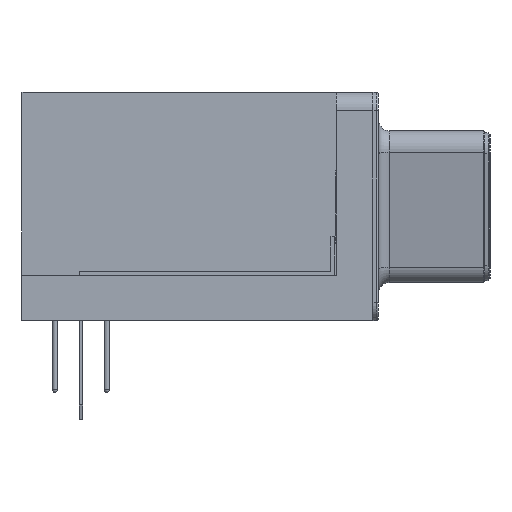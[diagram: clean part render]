
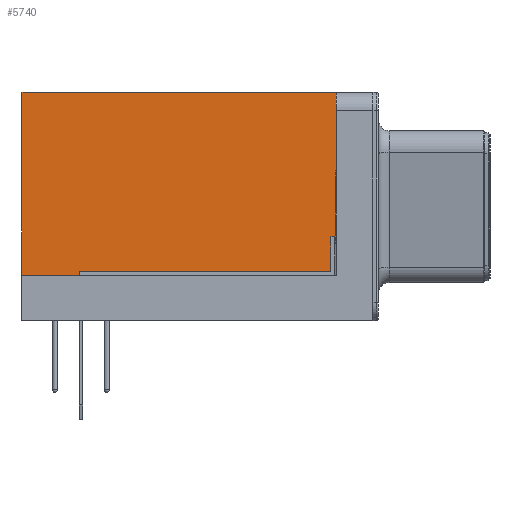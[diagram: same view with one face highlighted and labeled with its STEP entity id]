
A CAD part, left-side view. The second image highlights one B-rep face of the part: STEP entity #5740.
In plain terms, the highlighted planar face has unit normal (-1, 0, 0).
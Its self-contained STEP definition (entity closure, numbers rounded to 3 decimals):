
#4928 = VERTEX_POINT('',#4929);
#4929 = CARTESIAN_POINT('',(-54.13,1.8,12.5));
#4935 = EDGE_CURVE('',#4936,#4928,#4938,.T.);
#4936 = VERTEX_POINT('',#4937);
#4937 = CARTESIAN_POINT('',(-54.13,-15.4,12.5));
#4938 = LINE('',#4939,#4940);
#4939 = CARTESIAN_POINT('',(-54.13,-16.4,12.5));
#4940 = VECTOR('',#4941,1.);
#4941 = DIRECTION('',(0.,1.,0.));
#5650 = VERTEX_POINT('',#5651);
#5651 = CARTESIAN_POINT('',(-54.13,-15.4,2.5));
#5657 = EDGE_CURVE('',#5650,#4936,#5658,.T.);
#5658 = LINE('',#5659,#5660);
#5659 = CARTESIAN_POINT('',(-54.13,-15.4,2.5));
#5660 = VECTOR('',#5661,1.);
#5661 = DIRECTION('',(0.,0.,1.));
#5740 = ADVANCED_FACE('',(#5741),#5759,.F.);
#5741 = FACE_BOUND('',#5742,.F.);
#5742 = EDGE_LOOP('',(#5743,#5744,#5752,#5758));
#5743 = ORIENTED_EDGE('',*,*,#5657,.F.);
#5744 = ORIENTED_EDGE('',*,*,#5745,.T.);
#5745 = EDGE_CURVE('',#5650,#5746,#5748,.T.);
#5746 = VERTEX_POINT('',#5747);
#5747 = CARTESIAN_POINT('',(-54.13,1.8,2.5));
#5748 = LINE('',#5749,#5750);
#5749 = CARTESIAN_POINT('',(-54.13,-15.4,2.5));
#5750 = VECTOR('',#5751,1.);
#5751 = DIRECTION('',(0.,1.,0.));
#5752 = ORIENTED_EDGE('',*,*,#5753,.T.);
#5753 = EDGE_CURVE('',#5746,#4928,#5754,.T.);
#5754 = LINE('',#5755,#5756);
#5755 = CARTESIAN_POINT('',(-54.13,1.8,4.375));
#5756 = VECTOR('',#5757,1.);
#5757 = DIRECTION('',(0.,0.,1.));
#5758 = ORIENTED_EDGE('',*,*,#4935,.F.);
#5759 = PLANE('',#5760);
#5760 = AXIS2_PLACEMENT_3D('',#5761,#5762,#5763);
#5761 = CARTESIAN_POINT('',(-54.13,-15.4,2.5));
#5762 = DIRECTION('',(1.,0.,0.));
#5763 = DIRECTION('',(0.,0.,1.));
